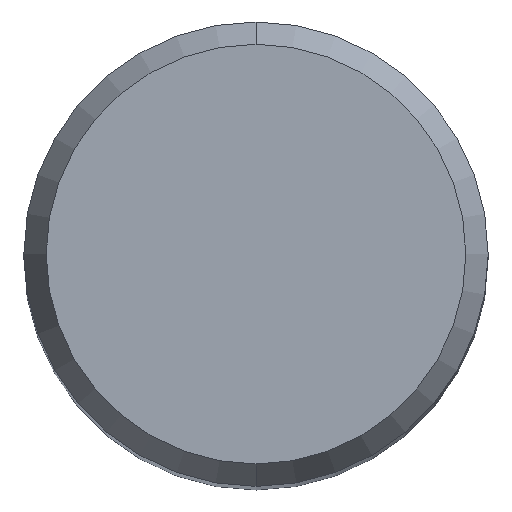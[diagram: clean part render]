
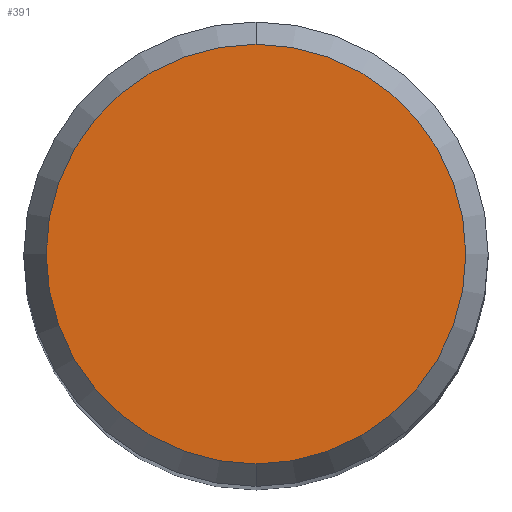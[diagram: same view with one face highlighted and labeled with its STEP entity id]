
A CAD part, top view. The second image highlights one B-rep face of the part: STEP entity #391.
In plain terms, the highlighted planar face has unit normal (0, 0, 1).
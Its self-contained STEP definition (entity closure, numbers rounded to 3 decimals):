
#219=VERTEX_POINT('',#516);
#221=EDGE_CURVE('',#219,#335,#518,.T.);
#331=EDGE_CURVE('',#335,#219,#641,.T.);
#335=VERTEX_POINT('',#645);
#391=ADVANCED_FACE('',(#707),#708,.T.);
#516=CARTESIAN_POINT('',(0.,-5.423,53.441));
#518=CIRCLE('',#927,5.423);
#641=CIRCLE('',#1202,5.423);
#645=CARTESIAN_POINT('',(0.0,5.423,53.441));
#707=FACE_OUTER_BOUND('',#1302,.T.);
#708=PLANE('',#1303);
#927=AXIS2_PLACEMENT_3D('',#1475,#1476,#1477);
#1202=AXIS2_PLACEMENT_3D('',#1638,#1639,#1640);
#1302=EDGE_LOOP('',(#1708,#1709));
#1303=AXIS2_PLACEMENT_3D('',#1710,#1711,#1712);
#1475=CARTESIAN_POINT('',(0.0,0.0,53.441));
#1476=DIRECTION('',(0.0,0.0,-1.0));
#1477=DIRECTION('',(0.0,1.0,0.0));
#1638=CARTESIAN_POINT('',(0.0,0.0,53.441));
#1639=DIRECTION('',(0.0,0.0,-1.0));
#1640=DIRECTION('',(0.0,1.0,0.0));
#1708=ORIENTED_EDGE('',*,*,#331,.F.);
#1709=ORIENTED_EDGE('',*,*,#221,.F.);
#1710=CARTESIAN_POINT('',(0.0,2.711,53.441));
#1711=DIRECTION('',(-0.0,0.0,1.0));
#1712=DIRECTION('',(0.0,-1.0,0.0));
